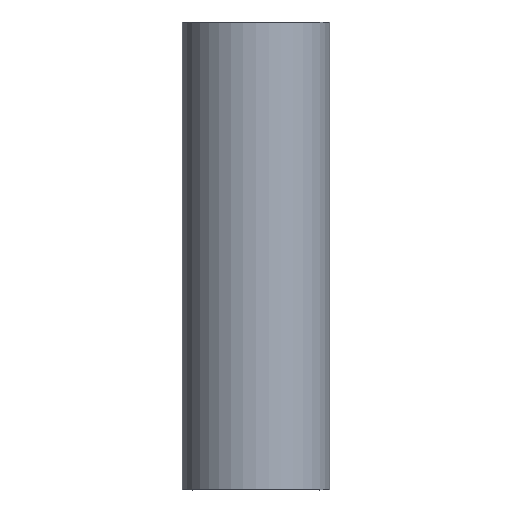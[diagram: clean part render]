
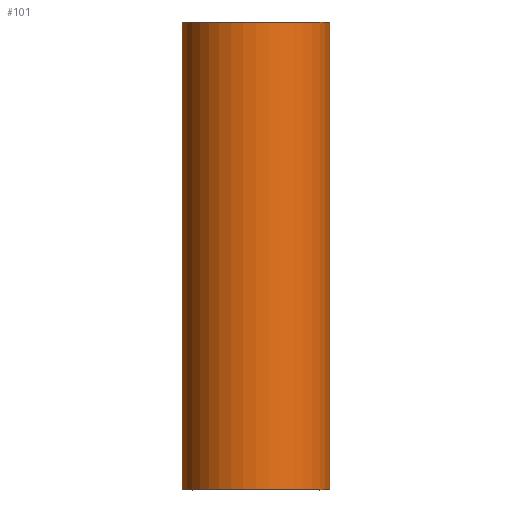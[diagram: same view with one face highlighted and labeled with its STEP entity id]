
A CAD part, top view. The second image highlights one B-rep face of the part: STEP entity #101.
In plain terms, the highlighted cylindrical face has radius 12.008 mm (diameter 24.016 mm), a partial arc.
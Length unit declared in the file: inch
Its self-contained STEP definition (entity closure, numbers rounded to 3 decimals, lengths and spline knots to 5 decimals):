
#16=CYLINDRICAL_SURFACE('',#130,0.47276);
#17=CIRCLE('',#126,0.47276);
#20=CIRCLE('',#131,0.47276);
#25=FACE_OUTER_BOUND('',#31,.T.);
#31=EDGE_LOOP('',(#85,#86,#87,#88));
#35=LINE('',#171,#43);
#39=LINE('',#180,#47);
#43=VECTOR('',#139,0.3937);
#47=VECTOR('',#145,0.3937);
#51=VERTEX_POINT('',#168);
#52=VERTEX_POINT('',#170);
#55=VERTEX_POINT('',#177);
#56=VERTEX_POINT('',#179);
#59=EDGE_CURVE('',#52,#51,#35,.T.);
#63=EDGE_CURVE('',#56,#55,#39,.T.);
#65=EDGE_CURVE('',#56,#51,#17,.T.);
#68=EDGE_CURVE('',#52,#55,#20,.T.);
#85=ORIENTED_EDGE('',*,*,#63,.T.);
#86=ORIENTED_EDGE('',*,*,#68,.F.);
#87=ORIENTED_EDGE('',*,*,#59,.T.);
#88=ORIENTED_EDGE('',*,*,#65,.F.);
#101=ADVANCED_FACE('',(#25),#16,.T.);
#126=AXIS2_PLACEMENT_3D('',#183,#149,#150);
#130=AXIS2_PLACEMENT_3D('',#187,#157,#158);
#131=AXIS2_PLACEMENT_3D('',#188,#159,#160);
#139=DIRECTION('',(0.,1.,0.));
#145=DIRECTION('',(0.,-1.,0.));
#149=DIRECTION('center_axis',(0.,1.,0.));
#150=DIRECTION('ref_axis',(1.,0.,0.));
#157=DIRECTION('center_axis',(0.,1.,0.));
#158=DIRECTION('ref_axis',(1.,0.,0.));
#159=DIRECTION('center_axis',(0.,-1.,0.));
#160=DIRECTION('ref_axis',(1.,0.,0.));
#168=CARTESIAN_POINT('',(0.41,3.,-0.23537));
#170=CARTESIAN_POINT('',(0.41,0.,-0.23537));
#171=CARTESIAN_POINT('',(0.41,0.,-0.23537));
#177=CARTESIAN_POINT('',(-0.41,0.,-0.23537));
#179=CARTESIAN_POINT('',(-0.41,3.,-0.23537));
#180=CARTESIAN_POINT('',(-0.41,0.,-0.23537));
#183=CARTESIAN_POINT('Origin',(0.,3.,0.));
#187=CARTESIAN_POINT('Origin',(0.,0.,0.));
#188=CARTESIAN_POINT('Origin',(0.,0.,0.));
